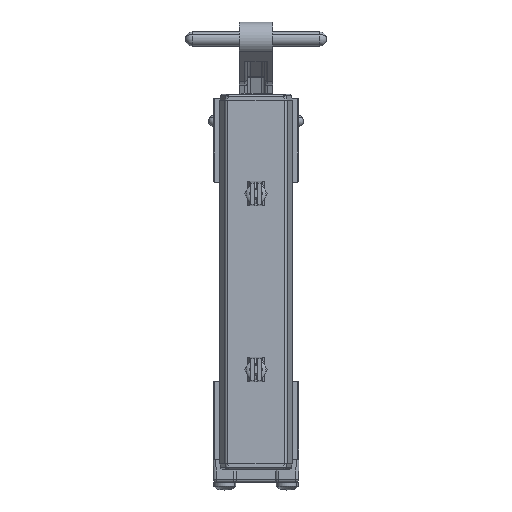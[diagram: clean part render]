
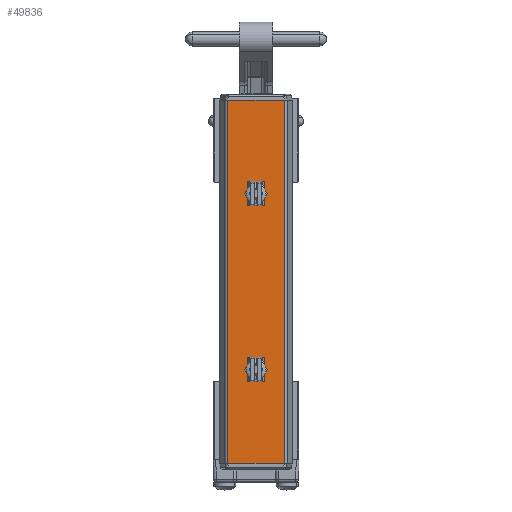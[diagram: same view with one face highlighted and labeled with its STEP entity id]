
A CAD part, front view. The second image highlights one B-rep face of the part: STEP entity #49836.
In plain terms, the highlighted planar face has unit normal (0, -1, 0).
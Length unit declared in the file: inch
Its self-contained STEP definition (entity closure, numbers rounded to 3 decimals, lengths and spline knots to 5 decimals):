
#63 = EDGE_CURVE ( 'NONE', #28375, #19978, #6856, .T. ) ;
#306 = VERTEX_POINT ( 'NONE', #4397 ) ;
#1981 = DIRECTION ( 'NONE',  ( 1., 0., 0. ) ) ;
#2033 = ORIENTED_EDGE ( 'NONE', *, *, #47429, .T. ) ;
#3089 = CARTESIAN_POINT ( 'NONE',  ( -0.62546, 0., -4. ) ) ;
#3824 = CARTESIAN_POINT ( 'NONE',  ( 0.62546, 0., -4. ) ) ;
#4397 = CARTESIAN_POINT ( 'NONE',  ( 0.13, 0., 1.9375 ) ) ;
#4510 = DIRECTION ( 'NONE',  ( -1., 0., 0. ) ) ;
#5494 = DIRECTION ( 'NONE',  ( -1., 0., 0. ) ) ;
#6577 = PLANE ( 'NONE',  #6851 ) ;
#6851 = AXIS2_PLACEMENT_3D ( 'NONE', #25317, #44003, #1981 ) ;
#6856 = LINE ( 'NONE', #25606, #34638 ) ;
#7786 = CIRCLE ( 'NONE', #42084, 0.13 ) ;
#11561 = EDGE_CURVE ( 'NONE', #51667, #21443, #38022, .T. ) ;
#12425 = VERTEX_POINT ( 'NONE', #43365 ) ;
#14694 = DIRECTION ( 'NONE',  ( 0., 0., 1. ) ) ;
#14793 = DIRECTION ( 'NONE',  ( 0., 1., 0. ) ) ;
#15078 = CARTESIAN_POINT ( 'NONE',  ( -0.62546, 0., 4. ) ) ;
#16093 = AXIS2_PLACEMENT_3D ( 'NONE', #27843, #46533, #4510 ) ;
#16245 = CARTESIAN_POINT ( 'NONE',  ( 0., 0., 1.9375 ) ) ;
#16325 = VERTEX_POINT ( 'NONE', #56671 ) ;
#17659 = EDGE_CURVE ( 'NONE', #16325, #12425, #47650, .T. ) ;
#18154 = AXIS2_PLACEMENT_3D ( 'NONE', #16245, #34975, #53641 ) ;
#19930 = EDGE_LOOP ( 'NONE', ( #51163, #34848, #38096, #38935 ) ) ;
#19978 = VERTEX_POINT ( 'NONE', #43524 ) ;
#21201 = AXIS2_PLACEMENT_3D ( 'NONE', #28829, #47521, #5494 ) ;
#21443 = VERTEX_POINT ( 'NONE', #41972 ) ;
#21815 = DIRECTION ( 'NONE',  ( 1., 0., 0. ) ) ;
#25264 = EDGE_CURVE ( 'NONE', #306, #39213, #44594, .T. ) ;
#25317 = CARTESIAN_POINT ( 'NONE',  ( -0.62546, 0., -4. ) ) ;
#25439 = EDGE_LOOP ( 'NONE', ( #32498, #25967 ) ) ;
#25606 = CARTESIAN_POINT ( 'NONE',  ( -0.62546, 0., -4. ) ) ;
#25967 = ORIENTED_EDGE ( 'NONE', *, *, #25264, .T. ) ;
#27843 = CARTESIAN_POINT ( 'NONE',  ( 0., 0., 1.9375 ) ) ;
#28375 = VERTEX_POINT ( 'NONE', #39393 ) ;
#28829 = CARTESIAN_POINT ( 'NONE',  ( 0., 0., -1.9375 ) ) ;
#29659 = EDGE_CURVE ( 'NONE', #28375, #51667, #45112, .T. ) ;
#29928 = FACE_BOUND ( 'NONE', #25439, .T. ) ;
#32498 = ORIENTED_EDGE ( 'NONE', *, *, #58506, .T. ) ;
#33519 = DIRECTION ( 'NONE',  ( -1., 0., 0. ) ) ;
#33813 = DIRECTION ( 'NONE',  ( 1., 0., 0. ) ) ;
#34638 = VECTOR ( 'NONE', #44301, 39.37008 ) ;
#34848 = ORIENTED_EDGE ( 'NONE', *, *, #63, .F. ) ;
#34975 = DIRECTION ( 'NONE',  ( 0., 1., 0. ) ) ;
#37037 = CARTESIAN_POINT ( 'NONE',  ( -0.13, 0., 1.9375 ) ) ;
#38022 = LINE ( 'NONE', #56691, #47186 ) ;
#38096 = ORIENTED_EDGE ( 'NONE', *, *, #29659, .T. ) ;
#38935 = ORIENTED_EDGE ( 'NONE', *, *, #11561, .T. ) ;
#39213 = VERTEX_POINT ( 'NONE', #37037 ) ;
#39393 = CARTESIAN_POINT ( 'NONE',  ( -0.62546, 0., -4. ) ) ;
#40641 = EDGE_LOOP ( 'NONE', ( #2033, #51721 ) ) ;
#41972 = CARTESIAN_POINT ( 'NONE',  ( 0.62546, 0., 4. ) ) ;
#42084 = AXIS2_PLACEMENT_3D ( 'NONE', #56792, #14793, #33519 ) ;
#42533 = CIRCLE ( 'NONE', #16093, 0.13 ) ;
#43365 = CARTESIAN_POINT ( 'NONE',  ( -0.13, 0., -1.9375 ) ) ;
#43524 = CARTESIAN_POINT ( 'NONE',  ( -0.62546, 0., 4. ) ) ;
#44003 = DIRECTION ( 'NONE',  ( 0., -1., 0. ) ) ;
#44301 = DIRECTION ( 'NONE',  ( 0., 0., 1. ) ) ;
#44594 = CIRCLE ( 'NONE', #18154, 0.13 ) ;
#45112 = LINE ( 'NONE', #3089, #48766 ) ;
#46533 = DIRECTION ( 'NONE',  ( 0., 1., 0. ) ) ;
#47186 = VECTOR ( 'NONE', #14694, 39.37008 ) ;
#47429 = EDGE_CURVE ( 'NONE', #12425, #16325, #7786, .T. ) ;
#47521 = DIRECTION ( 'NONE',  ( 0., 1., 0. ) ) ;
#47650 = CIRCLE ( 'NONE', #21201, 0.13 ) ;
#48612 = FACE_OUTER_BOUND ( 'NONE', #19930, .T. ) ;
#48766 = VECTOR ( 'NONE', #21815, 39.37008 ) ;
#49836 = ADVANCED_FACE ( 'NONE', ( #57797, #29928, #48612 ), #6577, .T. ) ;
#51163 = ORIENTED_EDGE ( 'NONE', *, *, #53580, .F. ) ;
#51667 = VERTEX_POINT ( 'NONE', #3824 ) ;
#51721 = ORIENTED_EDGE ( 'NONE', *, *, #17659, .T. ) ;
#53580 = EDGE_CURVE ( 'NONE', #19978, #21443, #57080, .T. ) ;
#53641 = DIRECTION ( 'NONE',  ( -1., 0., 0. ) ) ;
#54406 = VECTOR ( 'NONE', #33813, 39.37008 ) ;
#56671 = CARTESIAN_POINT ( 'NONE',  ( 0.13, 0., -1.9375 ) ) ;
#56691 = CARTESIAN_POINT ( 'NONE',  ( 0.62546, 0., -4. ) ) ;
#56792 = CARTESIAN_POINT ( 'NONE',  ( 0., 0., -1.9375 ) ) ;
#57080 = LINE ( 'NONE', #15078, #54406 ) ;
#57797 = FACE_BOUND ( 'NONE', #40641, .T. ) ;
#58506 = EDGE_CURVE ( 'NONE', #39213, #306, #42533, .T. ) ;
